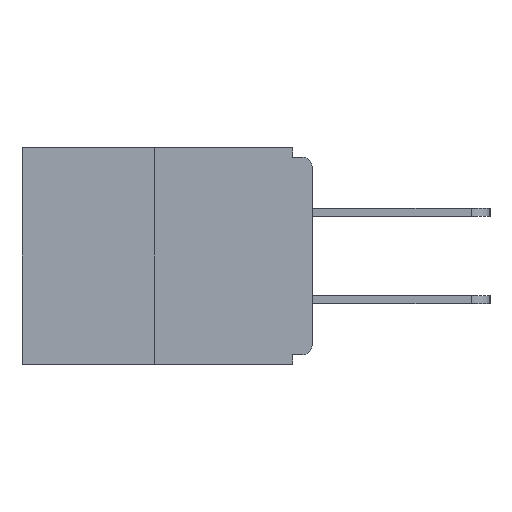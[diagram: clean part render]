
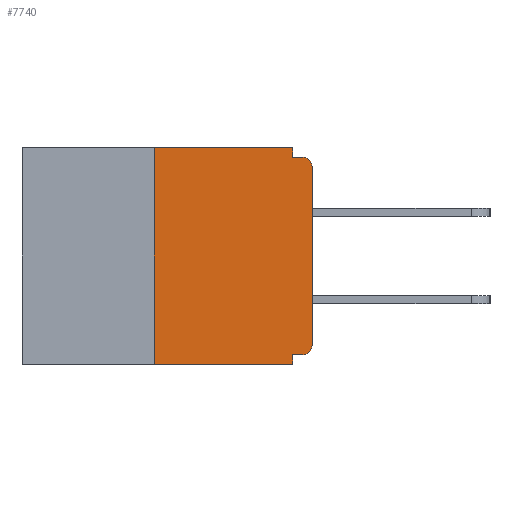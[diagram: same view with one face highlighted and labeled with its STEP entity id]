
A CAD part, left-side view. The second image highlights one B-rep face of the part: STEP entity #7740.
In plain terms, the highlighted planar face has unit normal (-1, 0, 0).
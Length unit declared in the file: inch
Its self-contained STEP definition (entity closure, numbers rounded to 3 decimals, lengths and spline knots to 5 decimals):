
#28 = CARTESIAN_POINT ( 'NONE',  ( 0., 0.031, -0.343 ) ) ;
#90 = VERTEX_POINT ( 'NONE', #2201 ) ;
#138 = LINE ( 'NONE', #9079, #6211 ) ;
#143 = LINE ( 'NONE', #8909, #3350 ) ;
#400 = CIRCLE ( 'NONE', #7427, 0.015 ) ;
#530 = AXIS2_PLACEMENT_3D ( 'NONE', #3732, #2791, #10377 ) ;
#568 = DIRECTION ( 'NONE',  ( 1., 0., 0. ) ) ;
#598 = CARTESIAN_POINT ( 'NONE',  ( 0., 0.031, 0. ) ) ;
#617 = CARTESIAN_POINT ( 'NONE',  ( 0., 0.031, -0.343 ) ) ;
#659 = EDGE_CURVE ( 'NONE', #4659, #6104, #5563, .T. ) ;
#812 = DIRECTION ( 'NONE',  ( 0., 1., 0. ) ) ;
#833 = VERTEX_POINT ( 'NONE', #28 ) ;
#848 = ORIENTED_EDGE ( 'NONE', *, *, #7805, .F. ) ;
#1267 = ORIENTED_EDGE ( 'NONE', *, *, #1545, .T. ) ;
#1545 = EDGE_CURVE ( 'NONE', #2026, #90, #8032, .T. ) ;
#1647 = EDGE_CURVE ( 'NONE', #11954, #11602, #2283, .T. ) ;
#1653 = CARTESIAN_POINT ( 'NONE',  ( 0., 0.46, 0. ) ) ;
#1664 = FACE_OUTER_BOUND ( 'NONE', #5999, .T. ) ;
#1720 = DIRECTION ( 'NONE',  ( -1., 0., 0. ) ) ;
#1908 = CARTESIAN_POINT ( 'NONE',  ( 0., 0., -0.03 ) ) ;
#1984 = VERTEX_POINT ( 'NONE', #6028 ) ;
#2026 = VERTEX_POINT ( 'NONE', #1908 ) ;
#2028 = VECTOR ( 'NONE', #9367, 39.37008 ) ;
#2201 = CARTESIAN_POINT ( 'NONE',  ( 0., 0.015, -0.015 ) ) ;
#2283 = LINE ( 'NONE', #12689, #10077 ) ;
#2503 = ORIENTED_EDGE ( 'NONE', *, *, #1647, .F. ) ;
#2516 = EDGE_CURVE ( 'NONE', #11954, #1984, #400, .T. ) ;
#2791 = DIRECTION ( 'NONE',  ( -1., 0., 0. ) ) ;
#2858 = CARTESIAN_POINT ( 'NONE',  ( 0., 0.015, -0.313 ) ) ;
#2936 = ORIENTED_EDGE ( 'NONE', *, *, #12752, .T. ) ;
#3350 = VECTOR ( 'NONE', #13384, 39.37008 ) ;
#3732 = CARTESIAN_POINT ( 'NONE',  ( 0., 0.015, -0.03 ) ) ;
#4119 = VERTEX_POINT ( 'NONE', #10060 ) ;
#4203 = VECTOR ( 'NONE', #9230, 39.37008 ) ;
#4653 = DIRECTION ( 'NONE',  ( 0., 0., 1. ) ) ;
#4659 = VERTEX_POINT ( 'NONE', #6618 ) ;
#4869 = DIRECTION ( 'NONE',  ( 0., 0., -1. ) ) ;
#5563 = LINE ( 'NONE', #598, #6226 ) ;
#5820 = ORIENTED_EDGE ( 'NONE', *, *, #6269, .F. ) ;
#5858 = ORIENTED_EDGE ( 'NONE', *, *, #7206, .T. ) ;
#5937 = DIRECTION ( 'NONE',  ( 0., 0., -1. ) ) ;
#5996 = CARTESIAN_POINT ( 'NONE',  ( 0., 0.46, 0. ) ) ;
#5999 = EDGE_LOOP ( 'NONE', ( #8333, #5820, #2936, #848, #2503, #13206, #5858, #1267, #12117, #6384 ) ) ;
#6028 = CARTESIAN_POINT ( 'NONE',  ( 0., 0., -0.313 ) ) ;
#6104 = VERTEX_POINT ( 'NONE', #11903 ) ;
#6211 = VECTOR ( 'NONE', #12488, 39.37008 ) ;
#6226 = VECTOR ( 'NONE', #5937, 39.37008 ) ;
#6269 = EDGE_CURVE ( 'NONE', #12992, #4119, #8086, .T. ) ;
#6384 = ORIENTED_EDGE ( 'NONE', *, *, #659, .F. ) ;
#6618 = CARTESIAN_POINT ( 'NONE',  ( 0., 0.031, 0. ) ) ;
#7206 = EDGE_CURVE ( 'NONE', #1984, #2026, #143, .T. ) ;
#7416 = LINE ( 'NONE', #617, #4203 ) ;
#7427 = AXIS2_PLACEMENT_3D ( 'NONE', #2858, #1720, #10394 ) ;
#7740 = ADVANCED_FACE ( 'NONE', ( #1664 ), #10127, .F. ) ;
#7805 = EDGE_CURVE ( 'NONE', #11602, #833, #7416, .T. ) ;
#7984 = CARTESIAN_POINT ( 'NONE',  ( 0., 0., -0.015 ) ) ;
#8032 = CIRCLE ( 'NONE', #530, 0.015 ) ;
#8086 = LINE ( 'NONE', #13170, #13488 ) ;
#8298 = EDGE_CURVE ( 'NONE', #6104, #90, #9431, .T. ) ;
#8333 = ORIENTED_EDGE ( 'NONE', *, *, #12199, .F. ) ;
#8877 = AXIS2_PLACEMENT_3D ( 'NONE', #5996, #568, #4869 ) ;
#8909 = CARTESIAN_POINT ( 'NONE',  ( 0., 0., 0. ) ) ;
#9079 = CARTESIAN_POINT ( 'NONE',  ( 0., 0.46, -0.343 ) ) ;
#9230 = DIRECTION ( 'NONE',  ( 0., 0., -1. ) ) ;
#9367 = DIRECTION ( 'NONE',  ( 0., -1., 0. ) ) ;
#9431 = LINE ( 'NONE', #7984, #10109 ) ;
#10060 = CARTESIAN_POINT ( 'NONE',  ( 0., 0.25, 0. ) ) ;
#10077 = VECTOR ( 'NONE', #812, 39.37008 ) ;
#10109 = VECTOR ( 'NONE', #11244, 39.37008 ) ;
#10127 = PLANE ( 'NONE',  #8877 ) ;
#10377 = DIRECTION ( 'NONE',  ( 0., 0., -1. ) ) ;
#10394 = DIRECTION ( 'NONE',  ( 0., 0., -1. ) ) ;
#10607 = CARTESIAN_POINT ( 'NONE',  ( 0., 0.015, -0.328 ) ) ;
#11244 = DIRECTION ( 'NONE',  ( 0., -1., 0. ) ) ;
#11602 = VERTEX_POINT ( 'NONE', #13250 ) ;
#11903 = CARTESIAN_POINT ( 'NONE',  ( 0., 0.031, -0.015 ) ) ;
#11954 = VERTEX_POINT ( 'NONE', #10607 ) ;
#12117 = ORIENTED_EDGE ( 'NONE', *, *, #8298, .F. ) ;
#12192 = LINE ( 'NONE', #1653, #2028 ) ;
#12199 = EDGE_CURVE ( 'NONE', #4119, #4659, #12192, .T. ) ;
#12488 = DIRECTION ( 'NONE',  ( 0., -1., 0. ) ) ;
#12689 = CARTESIAN_POINT ( 'NONE',  ( 0., 0., -0.328 ) ) ;
#12752 = EDGE_CURVE ( 'NONE', #12992, #833, #138, .T. ) ;
#12992 = VERTEX_POINT ( 'NONE', #13948 ) ;
#13170 = CARTESIAN_POINT ( 'NONE',  ( 0., 0.25, 0. ) ) ;
#13206 = ORIENTED_EDGE ( 'NONE', *, *, #2516, .T. ) ;
#13250 = CARTESIAN_POINT ( 'NONE',  ( 0., 0.031, -0.328 ) ) ;
#13384 = DIRECTION ( 'NONE',  ( 0., 0., 1. ) ) ;
#13488 = VECTOR ( 'NONE', #4653, 39.37008 ) ;
#13948 = CARTESIAN_POINT ( 'NONE',  ( 0., 0.25, -0.343 ) ) ;
